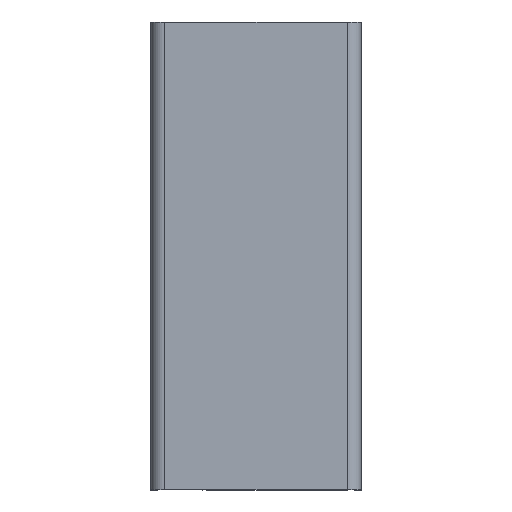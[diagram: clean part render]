
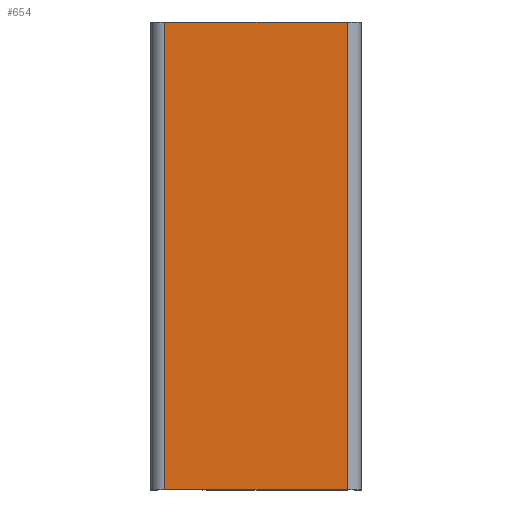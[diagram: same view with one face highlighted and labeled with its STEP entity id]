
A CAD part, left-side view. The second image highlights one B-rep face of the part: STEP entity #654.
In plain terms, the highlighted planar face has unit normal (-1, 0, 0).
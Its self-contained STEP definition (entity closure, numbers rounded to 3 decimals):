
#188=ORIENTED_EDGE('',*,*,#340,.F.);
#189=ORIENTED_EDGE('',*,*,#283,.T.);
#190=ORIENTED_EDGE('',*,*,#341,.F.);
#191=ORIENTED_EDGE('',*,*,#335,.T.);
#283=EDGE_CURVE('',#379,#378,#433,.T.);
#335=EDGE_CURVE('',#419,#418,#464,.T.);
#340=EDGE_CURVE('',#379,#418,#468,.F.);
#341=EDGE_CURVE('',#419,#378,#469,.T.);
#378=VERTEX_POINT('',#997);
#379=VERTEX_POINT('',#999);
#418=VERTEX_POINT('',#1097);
#419=VERTEX_POINT('',#1099);
#433=LINE('',#998,#497);
#464=LINE('',#1098,#528);
#468=LINE('',#1110,#532);
#469=LINE('',#1112,#533);
#497=VECTOR('',#790,1000.);
#528=VECTOR('',#879,1000.);
#532=VECTOR('',#897,1000.);
#533=VECTOR('',#900,1000.);
#566=EDGE_LOOP('',(#188,#189,#190,#191));
#602=FACE_BOUND('',#566,.T.);
#630=PLANE('',#733);
#654=ADVANCED_FACE('',(#602),#630,.T.);
#733=AXIS2_PLACEMENT_3D('',#1111,#898,#899);
#790=DIRECTION('',(0.,1.,0.));
#879=DIRECTION('',(0.,-1.,0.));
#897=DIRECTION('',(0.,0.,1.));
#898=DIRECTION('',(-1.,0.,0.));
#899=DIRECTION('',(0.,0.,1.));
#900=DIRECTION('',(0.,0.,1.));
#997=CARTESIAN_POINT('',(-30.,8.,50.648));
#998=CARTESIAN_POINT('',(-30.,-34.5,50.648));
#999=CARTESIAN_POINT('',(-30.,-31.,50.648));
#1097=CARTESIAN_POINT('',(-30.,-31.,-49.352));
#1098=CARTESIAN_POINT('',(-30.,-34.5,-49.352));
#1099=CARTESIAN_POINT('',(-30.,8.,-49.352));
#1110=CARTESIAN_POINT('',(-30.,-31.,50.648));
#1111=CARTESIAN_POINT('',(-30.,10.5,50.648));
#1112=CARTESIAN_POINT('',(-30.,8.,50.648));
